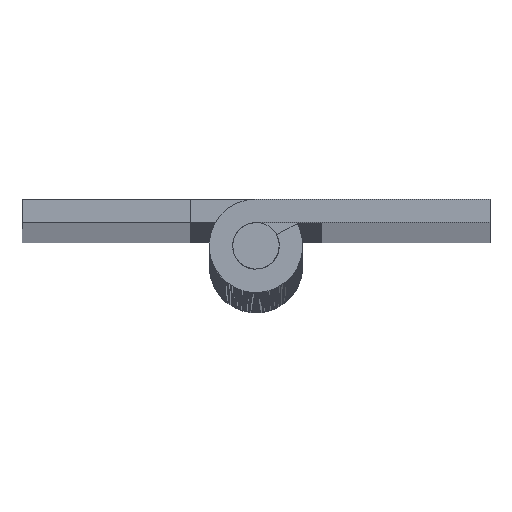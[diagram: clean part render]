
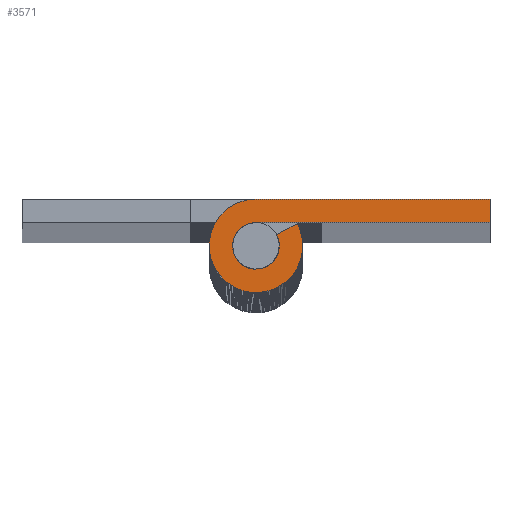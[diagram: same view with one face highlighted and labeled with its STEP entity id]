
A CAD part, top view. The second image highlights one B-rep face of the part: STEP entity #3571.
In plain terms, the highlighted free-form (B-spline) face has degree [1, 1] with [2, 2] control points.
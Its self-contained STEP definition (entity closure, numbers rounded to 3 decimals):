
#3494=CARTESIAN_POINT('',(-2.571,2.2,500.0));
#3495=CARTESIAN_POINT('',(10.598,2.2,500.0));
#3496=CARTESIAN_POINT('',(-2.571,-2.199,500.0));
#3497=CARTESIAN_POINT('',(10.598,-2.199,500.0));
#3498=B_SPLINE_SURFACE_WITH_KNOTS('',1,1,((#3494,#3496),(#3495,#3497)),.UNSPECIFIED.,.F.,.F.,.U.,(2,2),(2,2),(0.0,13.169),(0.0,4.399),.UNSPECIFIED.);
#3499=CARTESIAN_POINT('',(10.0,2.0,500.0));
#3500=VERTEX_POINT('',#3499);
#3501=CARTESIAN_POINT('',(10.0,1.0,500.0));
#3502=VERTEX_POINT('',#3501);
#3503=CARTESIAN_POINT('',(10.0,2.0,500.0));
#3504=CARTESIAN_POINT('',(10.0,1.0,500.0));
#3505=QUASI_UNIFORM_CURVE('',1,(#3503,#3504),.UNSPECIFIED.,.F.,.U.);
#3506=EDGE_CURVE('',#3500,#3502,#3505,.T.);
#3507=ORIENTED_EDGE('',*,*,#3506,.F.);
#3508=CARTESIAN_POINT('',(0.,2.0,500.0));
#3509=VERTEX_POINT('',#3508);
#3510=CARTESIAN_POINT('',(0.,2.0,500.0));
#3511=CARTESIAN_POINT('',(10.0,2.0,500.0));
#3512=QUASI_UNIFORM_CURVE('',1,(#3510,#3511),.UNSPECIFIED.,.F.,.U.);
#3513=EDGE_CURVE('',#3509,#3500,#3512,.T.);
#3514=ORIENTED_EDGE('',*,*,#3513,.F.);
#3515=CARTESIAN_POINT('',(1.76,0.95,500.0));
#3516=VERTEX_POINT('',#3515);
#3517=CARTESIAN_POINT('',(0.0,2.0,500.0));
#3518=CARTESIAN_POINT('',(-1.523,2.,500.));
#3519=CARTESIAN_POINT('',(-1.928,0.531,500.0));
#3520=CARTESIAN_POINT('',(-2.333,-0.937,500.));
#3521=CARTESIAN_POINT('',(-1.025,-1.718,500.0));
#3522=CARTESIAN_POINT('',(0.283,-2.498,500.));
#3523=CARTESIAN_POINT('',(1.384,-1.444,500.0));
#3524=CARTESIAN_POINT('',(2.484,-0.39,500.));
#3525=CARTESIAN_POINT('',(1.76,0.95,500.0));
#3533=(BOUNDED_CURVE()B_SPLINE_CURVE(2,(#3517,#3518,#3519,#3520,#3521,#3522,#3523,#3524,#3525),.UNSPECIFIED.,.F.,.U.)B_SPLINE_CURVE_WITH_KNOTS((3,2,2,2,3),(0.0,0.25,0.5,0.75,1.0),.UNSPECIFIED.)CURVE()GEOMETRIC_REPRESENTATION_ITEM()RATIONAL_B_SPLINE_CURVE((1.0,0.796,1.0,0.796,1.0,0.796,1.0,0.796,1.0))REPRESENTATION_ITEM(''));
#3534=EDGE_CURVE('',#3509,#3516,#3533,.T.);
#3535=ORIENTED_EDGE('',*,*,#3534,.T.);
#3536=CARTESIAN_POINT('',(0.88,0.475,500.0));
#3537=VERTEX_POINT('',#3536);
#3538=CARTESIAN_POINT('',(0.88,0.475,500.0));
#3539=CARTESIAN_POINT('',(1.76,0.95,500.0));
#3540=QUASI_UNIFORM_CURVE('',1,(#3538,#3539),.UNSPECIFIED.,.F.,.U.);
#3541=EDGE_CURVE('',#3537,#3516,#3540,.T.);
#3542=ORIENTED_EDGE('',*,*,#3541,.F.);
#3543=CARTESIAN_POINT('',(0.0,1.0,500.0));
#3544=VERTEX_POINT('',#3543);
#3545=CARTESIAN_POINT('',(0.0,1.0,500.0));
#3546=CARTESIAN_POINT('',(-0.762,1.0,500.));
#3547=CARTESIAN_POINT('',(-0.964,0.266,500.0));
#3548=CARTESIAN_POINT('',(-1.166,-0.469,500.));
#3549=CARTESIAN_POINT('',(-0.512,-0.859,500.0));
#3550=CARTESIAN_POINT('',(0.142,-1.249,500.));
#3551=CARTESIAN_POINT('',(0.692,-0.722,500.0));
#3552=CARTESIAN_POINT('',(1.242,-0.195,500.));
#3553=CARTESIAN_POINT('',(0.88,0.475,500.0));
#3561=(BOUNDED_CURVE()B_SPLINE_CURVE(2,(#3545,#3546,#3547,#3548,#3549,#3550,#3551,#3552,#3553),.UNSPECIFIED.,.F.,.U.)B_SPLINE_CURVE_WITH_KNOTS((3,2,2,2,3),(0.0,0.25,0.5,0.75,1.0),.UNSPECIFIED.)CURVE()GEOMETRIC_REPRESENTATION_ITEM()RATIONAL_B_SPLINE_CURVE((1.0,0.796,1.0,0.796,1.0,0.796,1.0,0.796,1.0))REPRESENTATION_ITEM(''));
#3562=EDGE_CURVE('',#3544,#3537,#3561,.T.);
#3563=ORIENTED_EDGE('',*,*,#3562,.F.);
#3564=CARTESIAN_POINT('',(10.0,1.0,500.0));
#3565=CARTESIAN_POINT('',(0.0,1.0,500.0));
#3566=QUASI_UNIFORM_CURVE('',1,(#3564,#3565),.UNSPECIFIED.,.F.,.U.);
#3567=EDGE_CURVE('',#3502,#3544,#3566,.T.);
#3568=ORIENTED_EDGE('',*,*,#3567,.F.);
#3569=EDGE_LOOP('',(#3507,#3514,#3535,#3542,#3563,#3568));
#3570=FACE_OUTER_BOUND('',#3569,.T.);
#3571=ADVANCED_FACE('',(#3570),#3498,.F.);
